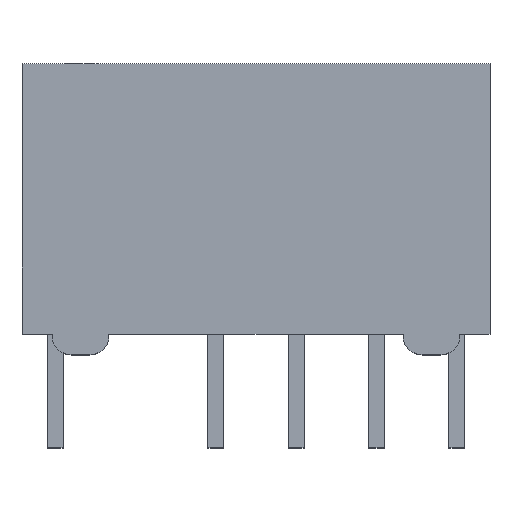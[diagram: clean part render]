
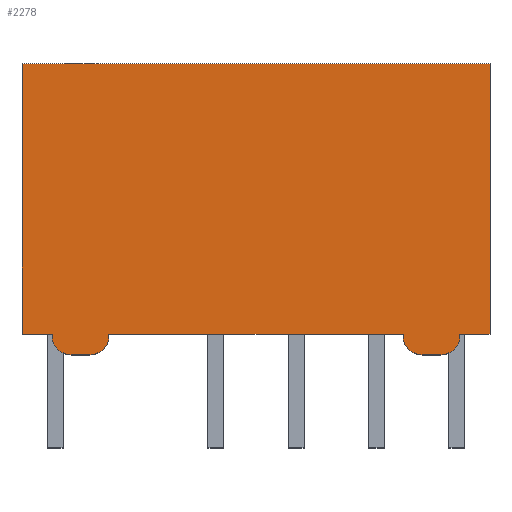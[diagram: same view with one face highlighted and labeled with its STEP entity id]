
A CAD part, top view. The second image highlights one B-rep face of the part: STEP entity #2278.
In plain terms, the highlighted planar face has unit normal (0, 0, 1).
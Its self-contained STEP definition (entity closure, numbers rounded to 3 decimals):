
#28 = EDGE_CURVE ( 'NONE', #2727, #2258, #514, .T. ) ;
#50 = ORIENTED_EDGE ( 'NONE', *, *, #74, .T. ) ;
#74 = EDGE_CURVE ( 'NONE', #2717, #2169, #769, .T. ) ;
#81 = ORIENTED_EDGE ( 'NONE', *, *, #2410, .T. ) ;
#87 = EDGE_CURVE ( 'NONE', #100, #108, #852, .T. ) ;
#100 = VERTEX_POINT ( 'NONE', #910 ) ;
#108 = VERTEX_POINT ( 'NONE', #953 ) ;
#111 = ORIENTED_EDGE ( 'NONE', *, *, #2705, .T. ) ;
#118 = VERTEX_POINT ( 'NONE', #978 ) ;
#204 = VERTEX_POINT ( 'NONE', #1541 ) ;
#224 = EDGE_CURVE ( 'NONE', #2169, #2420, #1600, .T. ) ;
#373 = CARTESIAN_POINT ( 'NONE',  ( 1.7, 0.65, 3.65 ) ) ;
#430 = CARTESIAN_POINT ( 'NONE',  ( -0.1, 0.6, 3.65 ) ) ;
#432 = CARTESIAN_POINT ( 'NONE',  ( 13.75, 0.65, 3.65 ) ) ;
#475 = LINE ( 'NONE', #478, #479 ) ;
#478 = CARTESIAN_POINT ( 'NONE',  ( 12.8, 0.65, 3.65 ) ) ;
#479 = VECTOR ( 'NONE', #480, 1000. ) ;
#480 = DIRECTION ( 'NONE',  ( 0., 1., 0. ) ) ;
#514 = LINE ( 'NONE', #515, #516 ) ;
#515 = CARTESIAN_POINT ( 'NONE',  ( 13.75, 9.2, 3.65 ) ) ;
#516 = VECTOR ( 'NONE', #517, 1000. ) ;
#517 = DIRECTION ( 'NONE',  ( 0., -1., 0. ) ) ;
#518 = FACE_OUTER_BOUND ( 'NONE', #2296, .T. ) ;
#519 = PLANE ( 'NONE',  #520 ) ;
#520 = AXIS2_PLACEMENT_3D ( 'NONE', #521, #522, #523 ) ;
#521 = CARTESIAN_POINT ( 'NONE',  ( -1.05, 9.2, 3.65 ) ) ;
#522 = DIRECTION ( 'NONE',  ( 0., 0., -1. ) ) ;
#523 = DIRECTION ( 'NONE',  ( -1., 0., 0. ) ) ;
#528 = CIRCLE ( 'NONE', #529, 0.6 ) ;
#529 = AXIS2_PLACEMENT_3D ( 'NONE', #531, #532, #533 ) ;
#531 = CARTESIAN_POINT ( 'NONE',  ( 0.5, 0.6, 3.65 ) ) ;
#532 = DIRECTION ( 'NONE',  ( 0., 0., 1. ) ) ;
#533 = DIRECTION ( 'NONE',  ( -1., 0., 0. ) ) ;
#568 = CARTESIAN_POINT ( 'NONE',  ( 0.5, 0., 3.65 ) ) ;
#597 = ORIENTED_EDGE ( 'NONE', *, *, #747, .T. ) ;
#747 = EDGE_CURVE ( 'NONE', #1060, #2795, #1989, .T. ) ;
#769 = LINE ( 'NONE', #770, #771 ) ;
#770 = CARTESIAN_POINT ( 'NONE',  ( 1.7, 0.65, 3.65 ) ) ;
#771 = VECTOR ( 'NONE', #772, 1000. ) ;
#772 = DIRECTION ( 'NONE',  ( 0., 1., 0. ) ) ;
#852 = LINE ( 'NONE', #853, #854 ) ;
#853 = CARTESIAN_POINT ( 'NONE',  ( 12.2, 0., 3.65 ) ) ;
#854 = VECTOR ( 'NONE', #855, 1000. ) ;
#855 = DIRECTION ( 'NONE',  ( 1., 0., 0. ) ) ;
#856 = LINE ( 'NONE', #857, #858 ) ;
#857 = CARTESIAN_POINT ( 'NONE',  ( -1.05, 0.65, 3.65 ) ) ;
#858 = VECTOR ( 'NONE', #861, 1000. ) ;
#861 = DIRECTION ( 'NONE',  ( 1., 0., 0. ) ) ;
#906 = LINE ( 'NONE', #907, #908 ) ;
#907 = CARTESIAN_POINT ( 'NONE',  ( -1.05, 9.2, 3.65 ) ) ;
#908 = VECTOR ( 'NONE', #909, 1000. ) ;
#909 = DIRECTION ( 'NONE',  ( 1., 0., 0. ) ) ;
#910 = CARTESIAN_POINT ( 'NONE',  ( 11.6, 0., 3.65 ) ) ;
#953 = CARTESIAN_POINT ( 'NONE',  ( 12.2, 0., 3.65 ) ) ;
#978 = CARTESIAN_POINT ( 'NONE',  ( -1.05, 0.65, 3.65 ) ) ;
#994 = CARTESIAN_POINT ( 'NONE',  ( -1.05, 9.2, 3.65 ) ) ;
#1003 = ORIENTED_EDGE ( 'NONE', *, *, #224, .T. ) ;
#1045 = CIRCLE ( 'NONE', #1046, 0.6 ) ;
#1046 = AXIS2_PLACEMENT_3D ( 'NONE', #1047, #1048, #1049 ) ;
#1047 = CARTESIAN_POINT ( 'NONE',  ( 1.1, 0.6, 3.65 ) ) ;
#1048 = DIRECTION ( 'NONE',  ( 0., 0., 1. ) ) ;
#1049 = DIRECTION ( 'NONE',  ( -1., 0., 0. ) ) ;
#1060 = VERTEX_POINT ( 'NONE', #2137 ) ;
#1120 = LINE ( 'NONE', #1121, #1122 ) ;
#1121 = CARTESIAN_POINT ( 'NONE',  ( 0.5, 0., 3.65 ) ) ;
#1122 = VECTOR ( 'NONE', #1123, 1000. ) ;
#1123 = DIRECTION ( 'NONE',  ( 1., 0., 0. ) ) ;
#1151 = LINE ( 'NONE', #1152, #1153 ) ;
#1152 = CARTESIAN_POINT ( 'NONE',  ( -1.05, 0.65, 3.65 ) ) ;
#1153 = VECTOR ( 'NONE', #1154, 1000. ) ;
#1154 = DIRECTION ( 'NONE',  ( 1., 0., 0. ) ) ;
#1174 = CARTESIAN_POINT ( 'NONE',  ( 1.1, 0., 3.65 ) ) ;
#1175 = CARTESIAN_POINT ( 'NONE',  ( 11., 0.65, 3.65 ) ) ;
#1230 = CIRCLE ( 'NONE', #1231, 0.6 ) ;
#1231 = AXIS2_PLACEMENT_3D ( 'NONE', #1232, #1233, #1235 ) ;
#1232 = CARTESIAN_POINT ( 'NONE',  ( 11.6, 0.6, 3.65 ) ) ;
#1233 = DIRECTION ( 'NONE',  ( 0., 0., 1. ) ) ;
#1235 = DIRECTION ( 'NONE',  ( -1., 0., 0. ) ) ;
#1266 = CARTESIAN_POINT ( 'NONE',  ( 1.7, 0.6, 3.65 ) ) ;
#1332 = CARTESIAN_POINT ( 'NONE',  ( 13.75, 9.2, 3.65 ) ) ;
#1384 = CARTESIAN_POINT ( 'NONE',  ( 11., 0.6, 3.65 ) ) ;
#1541 = CARTESIAN_POINT ( 'NONE',  ( 12.8, 0.65, 3.65 ) ) ;
#1600 = LINE ( 'NONE', #1601, #1602 ) ;
#1601 = CARTESIAN_POINT ( 'NONE',  ( -1.05, 0.65, 3.65 ) ) ;
#1602 = VECTOR ( 'NONE', #1603, 1000. ) ;
#1603 = DIRECTION ( 'NONE',  ( 1., 0., 0. ) ) ;
#1663 = ORIENTED_EDGE ( 'NONE', *, *, #2368, .F. ) ;
#1760 = CIRCLE ( 'NONE', #1761, 0.6 ) ;
#1761 = AXIS2_PLACEMENT_3D ( 'NONE', #1762, #1763, #1764 ) ;
#1762 = CARTESIAN_POINT ( 'NONE',  ( 12.2, 0.6, 3.65 ) ) ;
#1763 = DIRECTION ( 'NONE',  ( 0., 0., 1. ) ) ;
#1764 = DIRECTION ( 'NONE',  ( -1., 0., 0. ) ) ;
#1831 = CARTESIAN_POINT ( 'NONE',  ( 12.8, 0.6, 3.65 ) ) ;
#1955 = LINE ( 'NONE', #1956, #1957 ) ;
#1956 = CARTESIAN_POINT ( 'NONE',  ( 11., 0.65, 3.65 ) ) ;
#1957 = VECTOR ( 'NONE', #1958, 1000. ) ;
#1958 = DIRECTION ( 'NONE',  ( 0., -1., 0. ) ) ;
#1989 = LINE ( 'NONE', #1990, #1991 ) ;
#1990 = CARTESIAN_POINT ( 'NONE',  ( -0.1, 0.65, 3.65 ) ) ;
#1991 = VECTOR ( 'NONE', #1992, 1000. ) ;
#1992 = DIRECTION ( 'NONE',  ( 0., -1., 0. ) ) ;
#2137 = CARTESIAN_POINT ( 'NONE',  ( -0.1, 0.65, 3.65 ) ) ;
#2154 = LINE ( 'NONE', #2155, #2157 ) ;
#2155 = CARTESIAN_POINT ( 'NONE',  ( -1.05, 9.2, 3.65 ) ) ;
#2157 = VECTOR ( 'NONE', #2158, 1000. ) ;
#2158 = DIRECTION ( 'NONE',  ( 0., -1., 0. ) ) ;
#2169 = VERTEX_POINT ( 'NONE', #373 ) ;
#2253 = ORIENTED_EDGE ( 'NONE', *, *, #2358, .T. ) ;
#2257 = ORIENTED_EDGE ( 'NONE', *, *, #2543, .T. ) ;
#2258 = VERTEX_POINT ( 'NONE', #432 ) ;
#2267 = EDGE_CURVE ( 'NONE', #2560, #204, #475, .T. ) ;
#2278 = ADVANCED_FACE ( 'NONE', ( #518 ), #519, .F. ) ;
#2296 = EDGE_LOOP ( 'NONE', ( #111, #597, #2565, #81, #2405, #50, #1003, #2311, #2702, #2550, #2257, #2649, #2253, #2605, #1663, #2826 ) ) ;
#2311 = ORIENTED_EDGE ( 'NONE', *, *, #2604, .T. ) ;
#2358 = EDGE_CURVE ( 'NONE', #204, #2258, #856, .T. ) ;
#2368 = EDGE_CURVE ( 'NONE', #2385, #2727, #906, .T. ) ;
#2385 = VERTEX_POINT ( 'NONE', #994 ) ;
#2405 = ORIENTED_EDGE ( 'NONE', *, *, #2684, .T. ) ;
#2410 = EDGE_CURVE ( 'NONE', #2819, #2708, #1120, .T. ) ;
#2420 = VERTEX_POINT ( 'NONE', #1175 ) ;
#2543 = EDGE_CURVE ( 'NONE', #108, #2560, #1760, .T. ) ;
#2550 = ORIENTED_EDGE ( 'NONE', *, *, #87, .T. ) ;
#2560 = VERTEX_POINT ( 'NONE', #1831 ) ;
#2565 = ORIENTED_EDGE ( 'NONE', *, *, #2810, .T. ) ;
#2604 = EDGE_CURVE ( 'NONE', #2420, #2735, #1955, .T. ) ;
#2605 = ORIENTED_EDGE ( 'NONE', *, *, #28, .F. ) ;
#2649 = ORIENTED_EDGE ( 'NONE', *, *, #2267, .T. ) ;
#2673 = EDGE_CURVE ( 'NONE', #2385, #118, #2154, .T. ) ;
#2684 = EDGE_CURVE ( 'NONE', #2708, #2717, #1045, .T. ) ;
#2702 = ORIENTED_EDGE ( 'NONE', *, *, #2714, .T. ) ;
#2705 = EDGE_CURVE ( 'NONE', #118, #1060, #1151, .T. ) ;
#2708 = VERTEX_POINT ( 'NONE', #1174 ) ;
#2714 = EDGE_CURVE ( 'NONE', #2735, #100, #1230, .T. ) ;
#2717 = VERTEX_POINT ( 'NONE', #1266 ) ;
#2727 = VERTEX_POINT ( 'NONE', #1332 ) ;
#2735 = VERTEX_POINT ( 'NONE', #1384 ) ;
#2795 = VERTEX_POINT ( 'NONE', #430 ) ;
#2810 = EDGE_CURVE ( 'NONE', #2795, #2819, #528, .T. ) ;
#2819 = VERTEX_POINT ( 'NONE', #568 ) ;
#2826 = ORIENTED_EDGE ( 'NONE', *, *, #2673, .T. ) ;
